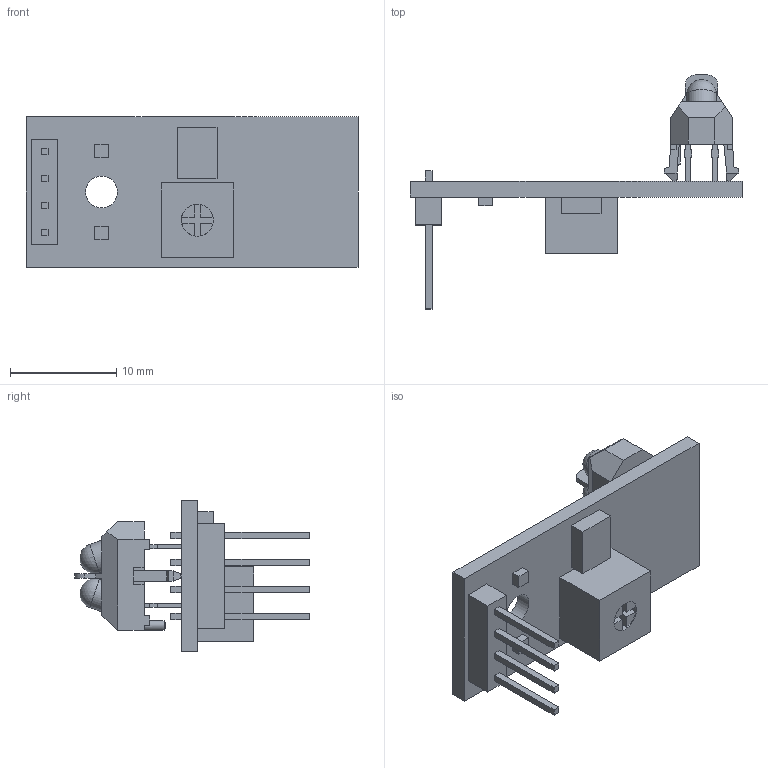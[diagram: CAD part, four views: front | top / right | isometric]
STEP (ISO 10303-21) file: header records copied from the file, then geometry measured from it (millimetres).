
FILE_DESCRIPTION(/* description */ ('STEP AP214'),/* implementation_level */ '2;1');
FILE_NAME(/* name */ '62c1f5228184205feb446381',/* time_stamp */ '2022-07-03T19:59:31+00:00',/* author */ (''),/* organization */ (''),/* preprocessor_version */ 'ST-DEVELOPER v18.102',/* originating_system */ ' ',/* authorisation */ ' ');
FILE_SCHEMA (('AUTOMOTIVE_DESIGN {1 0 10303 214 3 1 1}'));
Length unit declared in the file: metre
Products named in the file (10): LineSensorAssy; Part 1; TCRT5000 v1 <1>; Metal Contacts; TCRT5000 v1; LEDs
Assembly tree (9 placements, depth 3):
  LineSensorAssy
    Part 1
    TCRT5000 v1 <1>
      Metal Contacts
      Metal Contacts
      TCRT5000 v1
      LEDs
      LEDs
      Metal Contacts
      Metal Contacts
Bounding box: 31.2 x 22 x 14.1 mm (x, y, z)
Volume: 1249.2 mm3; surface area: 1716.2 mm2
Topology: 8 solids, 8 shells, 224 faces, 571 edges, 375 vertices
Faces by surface type: plane 212, cylinder 9, sphere 2, cone 1
Full cylindrical faces by diameter (mm): 0.9 x1, 2.796 x2, 3 x2
Entity records: 7299 total; most frequent: CARTESIAN_POINT 1164, ORIENTED_EDGE 1118, DIRECTION 1057, EDGE_CURVE 559, LINE 529, VECTOR 529, VERTEX_POINT 371, AXIS2_PLACEMENT_3D 264
